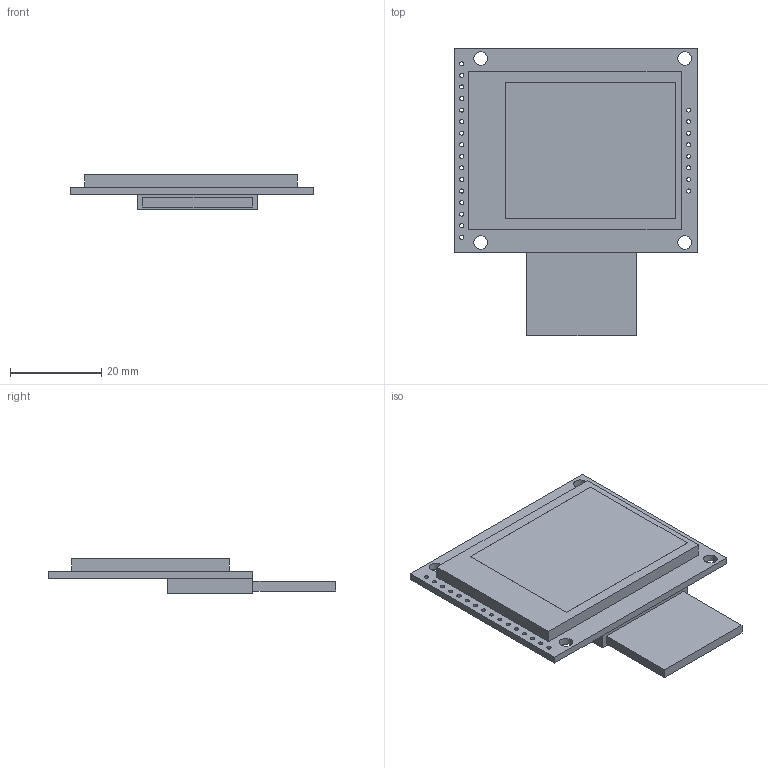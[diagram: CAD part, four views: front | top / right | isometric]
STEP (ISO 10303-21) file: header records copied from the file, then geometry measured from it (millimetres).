
FILE_DESCRIPTION(('FreeCAD Model'),'2;1');
FILE_NAME('Open CASCADE Shape Model','2023-04-02T09:51:01',(''),(''), 'Open CASCADE STEP processor 7.6','FreeCAD','Unknown');
FILE_SCHEMA(('AUTOMOTIVE_DESIGN { 1 0 10303 214 1 1 1 1 }'));
Length unit declared in the file: millimetre
Products named in the file (1): Pad003
Bounding box: 53.47 x 63.16 x 7.6 mm (x, y, z)
Volume: 10635.4 mm3; surface area: 6886 mm2
Topology: 1 solids, 1 shells, 54 faces, 145 edges, 96 vertices
Faces by surface type: cylinder 28, plane 26
Full cylindrical faces by diameter (mm): 0.9 x24, 3 x4
Entity records: 4046 total; most frequent: DIRECTION 601, CARTESIAN_POINT 586, LINE 323, VECTOR 323, ORIENTED_EDGE 290, PCURVE 290, DEFINITIONAL_REPRESENTATION 290, EDGE_CURVE 145
